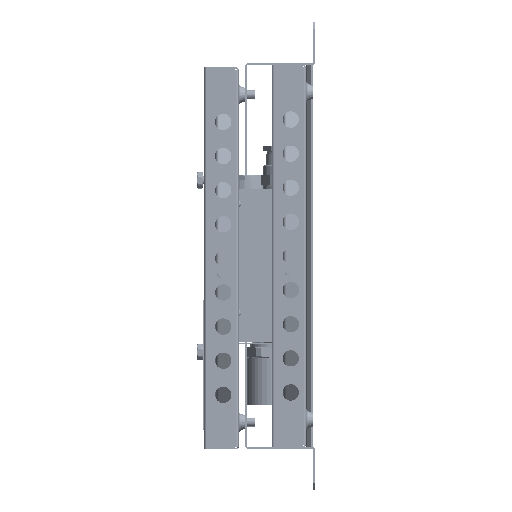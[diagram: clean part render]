
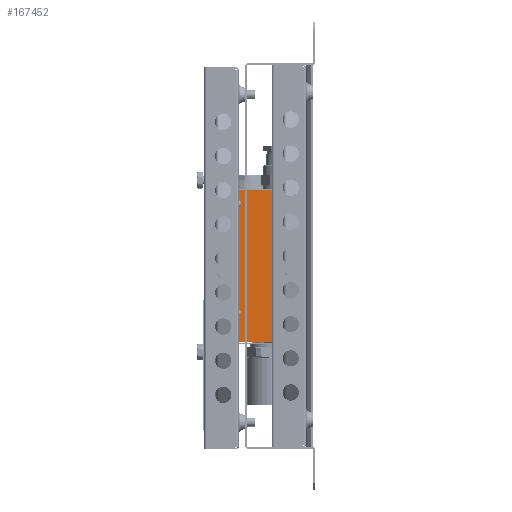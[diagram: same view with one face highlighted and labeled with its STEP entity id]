
A CAD part, left-side view. The second image highlights one B-rep face of the part: STEP entity #167452.
In plain terms, the highlighted face is planar.
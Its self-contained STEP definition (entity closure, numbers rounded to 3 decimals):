
#5066 = DIRECTION ( 'NONE',  ( 1., 0., 0. ) ) ;
#5285 = CARTESIAN_POINT ( 'NONE',  ( -55.646, 68., -46. ) ) ;
#5928 = LINE ( 'NONE', #65600, #77429 ) ;
#8204 = CARTESIAN_POINT ( 'NONE',  ( -55.646, 0., -46. ) ) ;
#11644 = FACE_OUTER_BOUND ( 'NONE', #71326, .T. ) ;
#13684 = LINE ( 'NONE', #59218, #81001 ) ;
#19024 = EDGE_CURVE ( 'NONE', #52196, #146051, #13684, .T. ) ;
#21392 = ORIENTED_EDGE ( 'NONE', *, *, #167859, .F. ) ;
#22317 = DIRECTION ( 'NONE',  ( 0., 1., 0. ) ) ;
#31244 = VERTEX_POINT ( 'NONE', #56310 ) ;
#38071 = EDGE_CURVE ( 'NONE', #52196, #63386, #95859, .T. ) ;
#39171 = DIRECTION ( 'NONE',  ( 0., 1., 0. ) ) ;
#43091 = LINE ( 'NONE', #68377, #74576 ) ;
#44741 = ORIENTED_EDGE ( 'NONE', *, *, #38071, .T. ) ;
#50360 = CARTESIAN_POINT ( 'NONE',  ( 55.646, 1., -46. ) ) ;
#52196 = VERTEX_POINT ( 'NONE', #86711 ) ;
#56310 = CARTESIAN_POINT ( 'NONE',  ( 55.646, 68., -46. ) ) ;
#59218 = CARTESIAN_POINT ( 'NONE',  ( 57., 1., -46. ) ) ;
#63386 = VERTEX_POINT ( 'NONE', #5285 ) ;
#65600 = CARTESIAN_POINT ( 'NONE',  ( 55.646, 0., -46. ) ) ;
#66428 = AXIS2_PLACEMENT_3D ( 'NONE', #82032, #85575, #5066 ) ;
#68377 = CARTESIAN_POINT ( 'NONE',  ( 55.646, 68., -46. ) ) ;
#71326 = EDGE_LOOP ( 'NONE', ( #21392, #121525, #162823, #44741 ) ) ;
#72095 = PLANE ( 'NONE',  #66428 ) ;
#74576 = VECTOR ( 'NONE', #162470, 1000. ) ;
#77429 = VECTOR ( 'NONE', #39171, 1000. ) ;
#81001 = VECTOR ( 'NONE', #166757, 1000. ) ;
#82032 = CARTESIAN_POINT ( 'NONE',  ( 0., 0., -46. ) ) ;
#85575 = DIRECTION ( 'NONE',  ( 0., 0., 1. ) ) ;
#86711 = CARTESIAN_POINT ( 'NONE',  ( -55.646, 1., -46. ) ) ;
#91613 = VECTOR ( 'NONE', #22317, 1000. ) ;
#95859 = LINE ( 'NONE', #8204, #91613 ) ;
#121525 = ORIENTED_EDGE ( 'NONE', *, *, #155400, .F. ) ;
#146051 = VERTEX_POINT ( 'NONE', #50360 ) ;
#155400 = EDGE_CURVE ( 'NONE', #146051, #31244, #5928, .T. ) ;
#162470 = DIRECTION ( 'NONE',  ( -1., 0., 0. ) ) ;
#162823 = ORIENTED_EDGE ( 'NONE', *, *, #19024, .F. ) ;
#166757 = DIRECTION ( 'NONE',  ( 1., 0., 0. ) ) ;
#167452 = ADVANCED_FACE ( 'NONE', ( #11644 ), #72095, .F. ) ;
#167859 = EDGE_CURVE ( 'NONE', #31244, #63386, #43091, .T. ) ;
